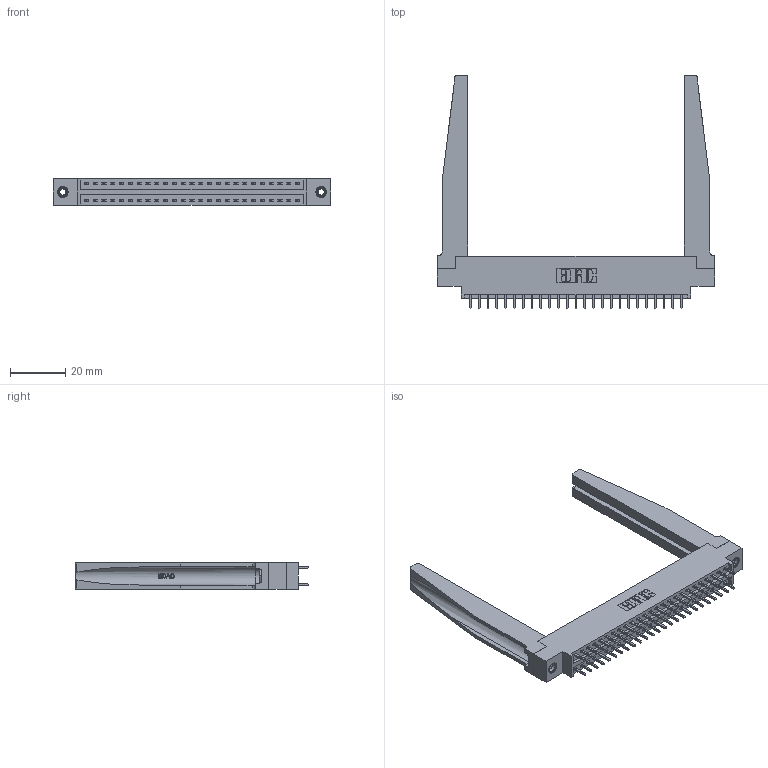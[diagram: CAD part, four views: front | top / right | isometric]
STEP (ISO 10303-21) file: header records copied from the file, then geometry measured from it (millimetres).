
FILE_DESCRIPTION (( 'STEP AP203' ), '1' );
FILE_NAME ('396-050-521-878.STEP', '2019-11-02T07:15:25', ( '' ), ( '' ), 'SwSTEP 2.0', 'SolidWorks 2016', '' );
FILE_SCHEMA (( 'CONFIG_CONTROL_DESIGN' ));
Length unit declared in the file: inch
Products named in the file (5): 396-050-521-878; 346 Part_0.170 Offset - 0.156 Dia-TH; 345-292-001_345-293-121; 346-220-078_345-220-078; 345-250-001_345-250-001-102
Assembly tree (55 placements, depth 2):
  396-050-521-878
    346 Part_0.170 Offset - 0.156 Dia-TH
    345-292-001_345-293-121  x50
    346-220-078_345-220-078  x2
    345-250-001_345-250-001-102  x2
Bounding box: 99.95 x 84.33 x 9.4 mm (x, y, z)
Volume: 16348.1 mm3; surface area: 19287.3 mm2
Topology: 55 solids, 55 shells, 2960 faces, 8699 edges, 5722 vertices
Faces by surface type: plane 1972, cylinder 936, bspline 36, cone 12, torus 4
Entity records: 23502 total; most frequent: CARTESIAN_POINT 4835, ORIENTED_EDGE 3658, DIRECTION 3299, EDGE_CURVE 1829, VECTOR 1503, LINE 1503, VERTEX_POINT 1212, AXIS2_PLACEMENT_3D 898
